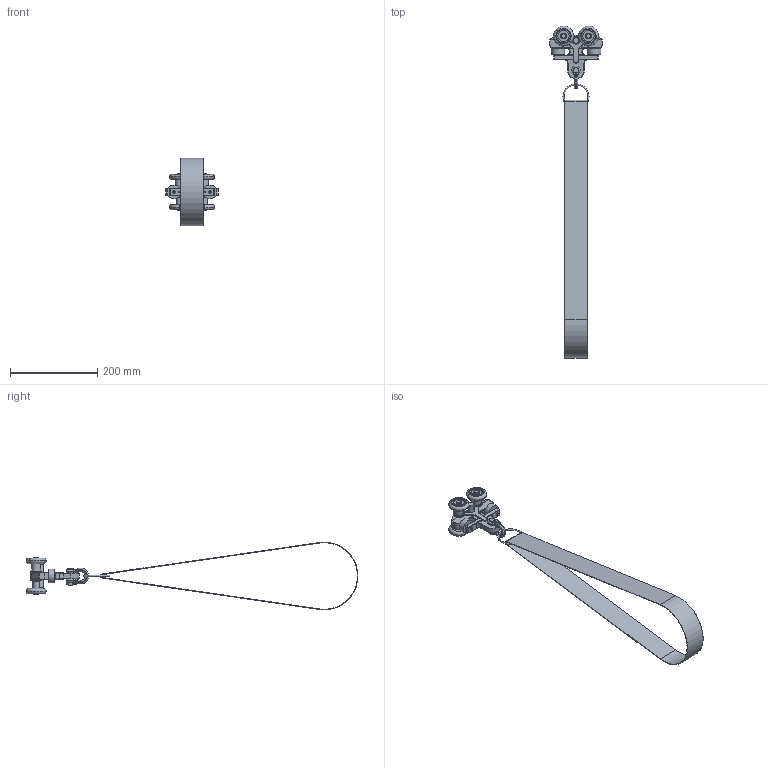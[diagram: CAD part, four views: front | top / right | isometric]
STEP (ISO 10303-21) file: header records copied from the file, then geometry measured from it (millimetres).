
FILE_DESCRIPTION((''),'2;1');
FILE_NAME('20094.stp','2011-03-30T07:37:59',('jholman'),(''),'Autodesk Inventor 2011','Autodesk Inventor 2011','');
FILE_SCHEMA(('AUTOMOTIVE_DESIGN { 1 0 10303 214 1 1 1 1 }'));
Length unit declared in the file: inch
Products named in the file (18): 20094; 20090; 59900; 3D11M6B4B; 3D11G6B4A; 3D1129B4B; 3D11E6B4A; 3D11OBB4B; 70020; 3D11T2B4A; 3D11F6B4A; 57135; 3D11NHF4A; 3D11LHF4A; 3D11MHF4A; 3D11OHF4A; 3D11GHF4A; 3D11PHF4C
Assembly tree (27 placements, depth 4):
  20094
    20090
      59900
      3D11M6B4B  x2
      3D11G6B4A  x2
      3D1129B4B  x4
      3D11E6B4A  x4
      3D11OBB4B  x2
        70020
        3D11T2B4A
      3D11F6B4A  x2
      57135
    3D11NHF4A
      3D11LHF4A
      3D11MHF4A
      3D11OHF4A
    3D11GHF4A
    3D11PHF4C
Bounding box: 120.65 x 759.63 x 154.88 mm (x, y, z)
Volume: 311498.8 mm3; surface area: 210039.5 mm2
Topology: 25 solids, 25 shells, 862 faces, 2013 edges, 1198 vertices
Faces by surface type: cylinder 390, plane 187, torus 152, bspline 102, cone 27, sphere 4
Full cylindrical faces by diameter (mm): 1.194 x4, 2.54 x1, 6.35 x4, 6.747 x2, 9.525 x2, 10.465 x4, 11.113 x2, 11.138 x8, 11.887 x2, 12.7 x5, 13.259 x2, 14.288 x6, 16.669 x2, 19.05 x2, 25.4 x2, 31.75 x2
Entity records: 20336 total; most frequent: CARTESIAN_POINT 6628, DIRECTION 2851, ORIENTED_EDGE 2614, EDGE_CURVE 1307, AXIS2_PLACEMENT_3D 1240, VERTEX_POINT 803, EDGE_LOOP 720, CIRCLE 620
